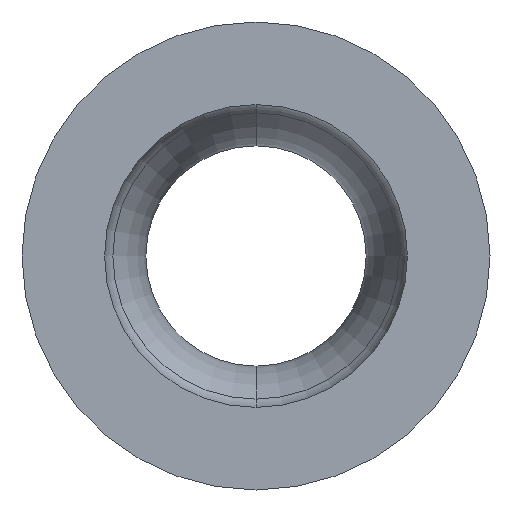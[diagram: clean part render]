
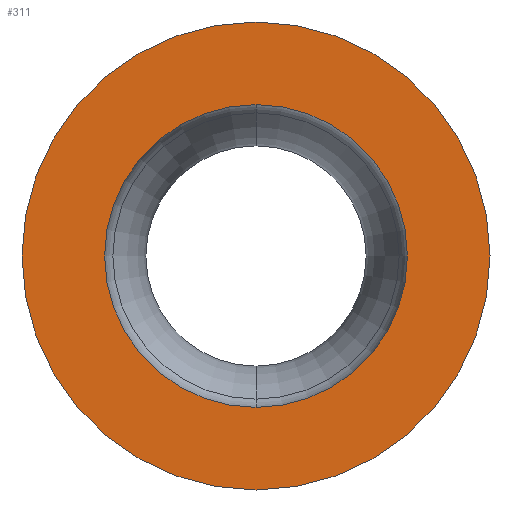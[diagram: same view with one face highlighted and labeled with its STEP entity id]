
A CAD part, front view. The second image highlights one B-rep face of the part: STEP entity #311.
In plain terms, the highlighted planar face has unit normal (0, -1, 0).
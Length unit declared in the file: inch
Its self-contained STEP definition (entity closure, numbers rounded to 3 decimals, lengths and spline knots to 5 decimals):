
#23 = CIRCLE ( 'NONE', #671, 0.085 ) ;
#41 = CIRCLE ( 'NONE', #262, 0.085 ) ;
#52 = ORIENTED_EDGE ( 'NONE', *, *, #716, .F. ) ;
#81 = EDGE_CURVE ( 'NONE', #126, #150, #441, .T. ) ;
#87 = ORIENTED_EDGE ( 'NONE', *, *, #348, .F. ) ;
#109 = CIRCLE ( 'NONE', #595, 0.055 ) ;
#126 = VERTEX_POINT ( 'NONE', #266 ) ;
#129 = DIRECTION ( 'NONE',  ( 0., 0., 1. ) ) ;
#143 = CARTESIAN_POINT ( 'NONE',  ( 0., 0., 0. ) ) ;
#150 = VERTEX_POINT ( 'NONE', #758 ) ;
#158 = EDGE_LOOP ( 'NONE', ( #437, #294 ) ) ;
#193 = EDGE_CURVE ( 'NONE', #150, #126, #109, .T. ) ;
#262 = AXIS2_PLACEMENT_3D ( 'NONE', #763, #376, #461 ) ;
#266 = CARTESIAN_POINT ( 'NONE',  ( 0., 0., -0.055 ) ) ;
#273 = VERTEX_POINT ( 'NONE', #320 ) ;
#294 = ORIENTED_EDGE ( 'NONE', *, *, #81, .T. ) ;
#305 = VERTEX_POINT ( 'NONE', #405 ) ;
#311 = ADVANCED_FACE ( 'NONE', ( #557, #541 ), #792, .T. ) ;
#320 = CARTESIAN_POINT ( 'NONE',  ( 0., 0., -0.085 ) ) ;
#328 = AXIS2_PLACEMENT_3D ( 'NONE', #625, #826, #502 ) ;
#348 = EDGE_CURVE ( 'NONE', #273, #305, #41, .T. ) ;
#376 = DIRECTION ( 'NONE',  ( 0., 1., 0. ) ) ;
#405 = CARTESIAN_POINT ( 'NONE',  ( 0., 0., 0.085 ) ) ;
#437 = ORIENTED_EDGE ( 'NONE', *, *, #193, .T. ) ;
#439 = DIRECTION ( 'NONE',  ( 0., 1., 0. ) ) ;
#441 = CIRCLE ( 'NONE', #328, 0.055 ) ;
#461 = DIRECTION ( 'NONE',  ( 0., 0., 1. ) ) ;
#502 = DIRECTION ( 'NONE',  ( 0., 0., 1. ) ) ;
#516 = DIRECTION ( 'NONE',  ( 0., 0., 1. ) ) ;
#541 = FACE_OUTER_BOUND ( 'NONE', #596, .T. ) ;
#557 = FACE_BOUND ( 'NONE', #158, .T. ) ;
#593 = DIRECTION ( 'NONE',  ( 0., -1., 0. ) ) ;
#594 = AXIS2_PLACEMENT_3D ( 'NONE', #724, #593, #608 ) ;
#595 = AXIS2_PLACEMENT_3D ( 'NONE', #143, #638, #516 ) ;
#596 = EDGE_LOOP ( 'NONE', ( #52, #87 ) ) ;
#608 = DIRECTION ( 'NONE',  ( 0., 0., -1. ) ) ;
#625 = CARTESIAN_POINT ( 'NONE',  ( 0., 0., 0. ) ) ;
#638 = DIRECTION ( 'NONE',  ( 0., 1., 0. ) ) ;
#671 = AXIS2_PLACEMENT_3D ( 'NONE', #831, #439, #129 ) ;
#716 = EDGE_CURVE ( 'NONE', #305, #273, #23, .T. ) ;
#724 = CARTESIAN_POINT ( 'NONE',  ( 0.085, 0., 0. ) ) ;
#758 = CARTESIAN_POINT ( 'NONE',  ( 0., 0., 0.055 ) ) ;
#763 = CARTESIAN_POINT ( 'NONE',  ( 0., 0., 0. ) ) ;
#792 = PLANE ( 'NONE',  #594 ) ;
#826 = DIRECTION ( 'NONE',  ( 0., 1., 0. ) ) ;
#831 = CARTESIAN_POINT ( 'NONE',  ( 0., 0., 0. ) ) ;
